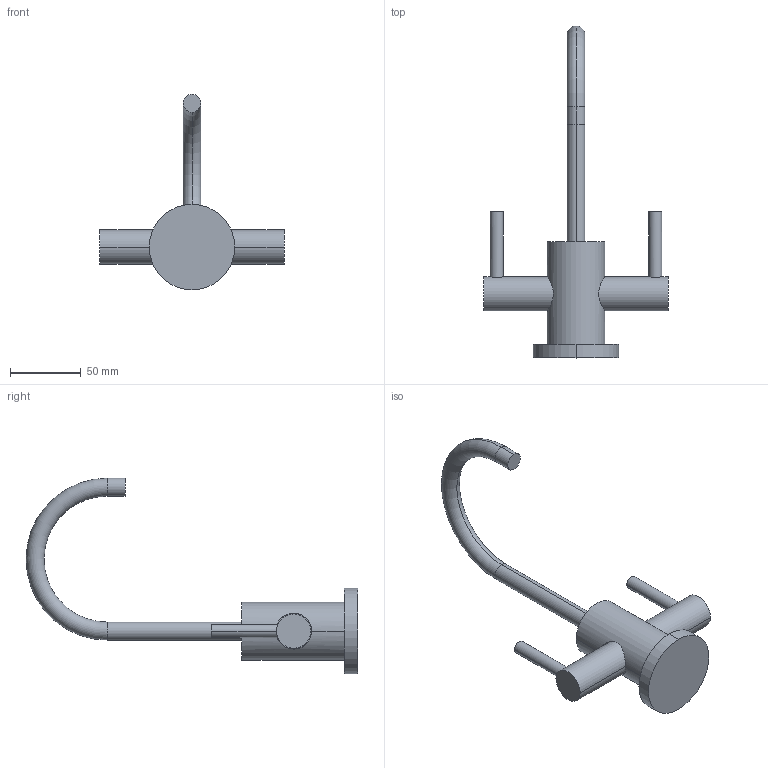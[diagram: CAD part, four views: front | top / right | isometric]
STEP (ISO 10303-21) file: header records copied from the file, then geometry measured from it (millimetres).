
FILE_DESCRIPTION((''),'2;1');
FILE_NAME('106','2021-04-21T11:46:20',('jinson.thomas'),(''),'CREO PARAMETRIC BY PTC INC, 2018400','CREO PARAMETRIC BY PTC INC, 2018400','');
FILE_SCHEMA(('CONFIG_CONTROL_DESIGN'));
Length unit declared in the file: inch
Products named in the file (1): 106
Bounding box: 130.25 x 234.31 x 138.11 mm (x, y, z)
Volume: 203564.3 mm3; surface area: 38425.7 mm2
Topology: 1 solids, 1 shells, 32 faces, 66 edges, 40 vertices
Faces by surface type: cylinder 20, plane 10, torus 2
Entity records: 1092 total; most frequent: CARTESIAN_POINT 358, DIRECTION 156, ORIENTED_EDGE 132, AXIS2_PLACEMENT_3D 66, EDGE_CURVE 66, VERTEX_POINT 40, EDGE_LOOP 36, CIRCLE 34
